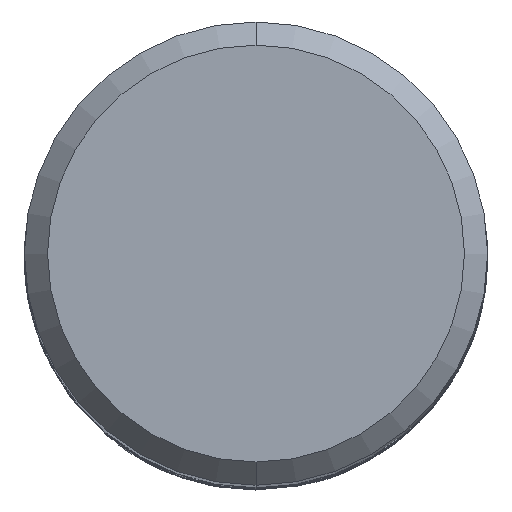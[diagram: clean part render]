
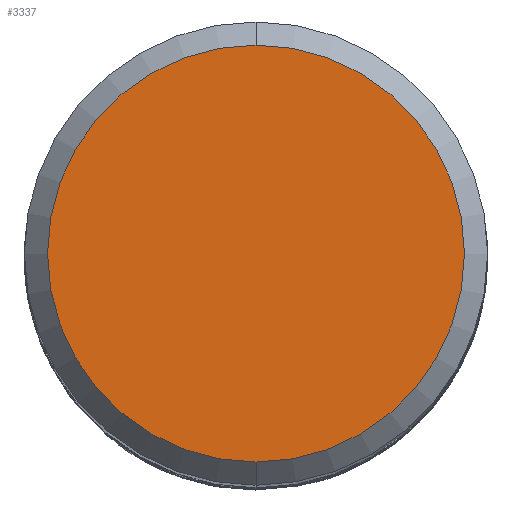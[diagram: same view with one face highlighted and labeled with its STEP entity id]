
A CAD part, top view. The second image highlights one B-rep face of the part: STEP entity #3337.
In plain terms, the highlighted planar face has unit normal (0, 0, 1).
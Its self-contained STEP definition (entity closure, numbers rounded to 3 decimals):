
#1743=VERTEX_POINT('',#4292);
#2111=VERTEX_POINT('',#4690);
#2189=EDGE_CURVE('',#2111,#1743,#4775,.T.);
#3337=ADVANCED_FACE('',(#6029),#6030,.T.);
#3595=EDGE_CURVE('',#1743,#2111,#6315,.T.);
#4292=CARTESIAN_POINT('',(0.,-9.0,0.0));
#4690=CARTESIAN_POINT('',(0.0,9.0,0.0));
#4775=CIRCLE('',#16451,9.0);
#6029=FACE_OUTER_BOUND('',#30960,.T.);
#6030=PLANE('',#30961);
#6315=CIRCLE('',#34072,9.0);
#16451=AXIS2_PLACEMENT_3D('',#36498,#36499,#36500);
#30960=EDGE_LOOP('',(#37847,#37848));
#30961=AXIS2_PLACEMENT_3D('',#37849,#37850,#37851);
#34072=AXIS2_PLACEMENT_3D('',#38167,#38168,#38169);
#36498=CARTESIAN_POINT('',(0.0,0.0,0.0));
#36499=DIRECTION('',(0.0,0.0,-1.0));
#36500=DIRECTION('',(0.0,1.0,0.0));
#37847=ORIENTED_EDGE('',*,*,#2189,.F.);
#37848=ORIENTED_EDGE('',*,*,#3595,.F.);
#37849=CARTESIAN_POINT('',(0.0,4.5,0.0));
#37850=DIRECTION('',(-0.0,0.0,1.0));
#37851=DIRECTION('',(0.0,-1.0,0.0));
#38167=CARTESIAN_POINT('',(0.0,0.0,0.0));
#38168=DIRECTION('',(0.0,0.0,-1.0));
#38169=DIRECTION('',(0.0,1.0,0.0));
